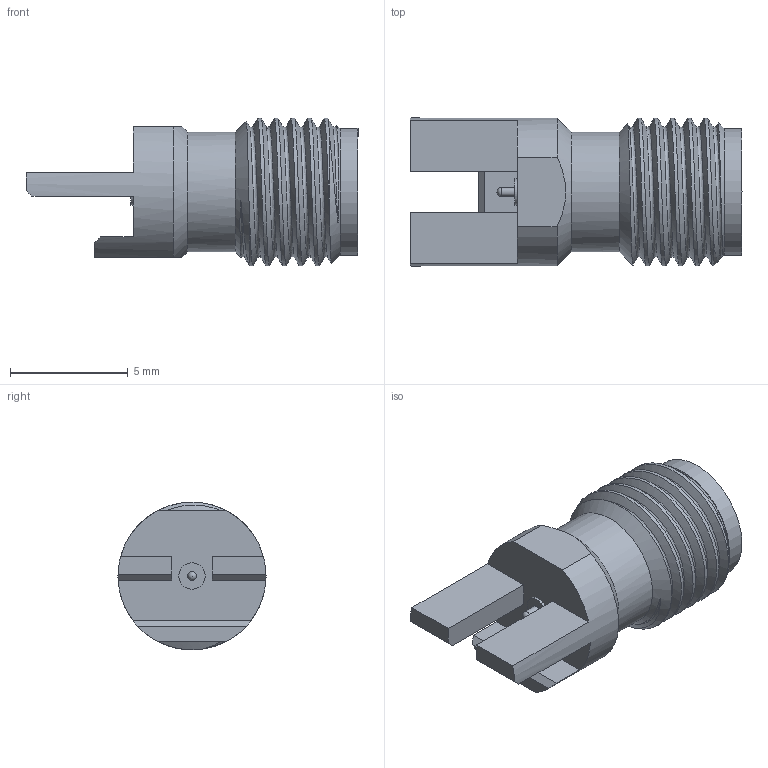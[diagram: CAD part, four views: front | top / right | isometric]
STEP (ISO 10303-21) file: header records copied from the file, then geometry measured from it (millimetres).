
FILE_DESCRIPTION( ( 'STEP AP214' ), '1' );
FILE_NAME( 'psolqas07454599812.stp', '2018-09-25T05:45:46', ( '' ), ( '' ), ' ', 'PARTsolutions', ' ' );
FILE_SCHEMA( ( 'AUTOMOTIVE_DESIGN { 1 0 10303 214 1 1 1 1 }' ) );
Length unit declared in the file: metre
Products named in the file (1): 1
Bounding box: 14.07 x 6.27 x 6.26 mm (x, y, z)
Volume: 232.1 mm3; surface area: 387.7 mm2
Topology: 1 solids, 1 shells, 39 faces, 98 edges, 64 vertices
Faces by surface type: plane 20, cylinder 10, cone 5, bspline 3, sphere 1
Full cylindrical faces by diameter (mm): 0.381 x1, 0.991 x1, 1.118 x1, 4.089 x1, 4.674 x1, 5.08 x1, 5.385 x1
Entity records: 2647 total; most frequent: CARTESIAN_POINT 1485, DIRECTION 171, ORIENTED_EDGE 156, EDGE_CURVE 78, AXIS2_PLACEMENT_3D 68, VERTEX_POINT 59, EDGE_LOOP 55, FACE_OUTER_BOUND 46
